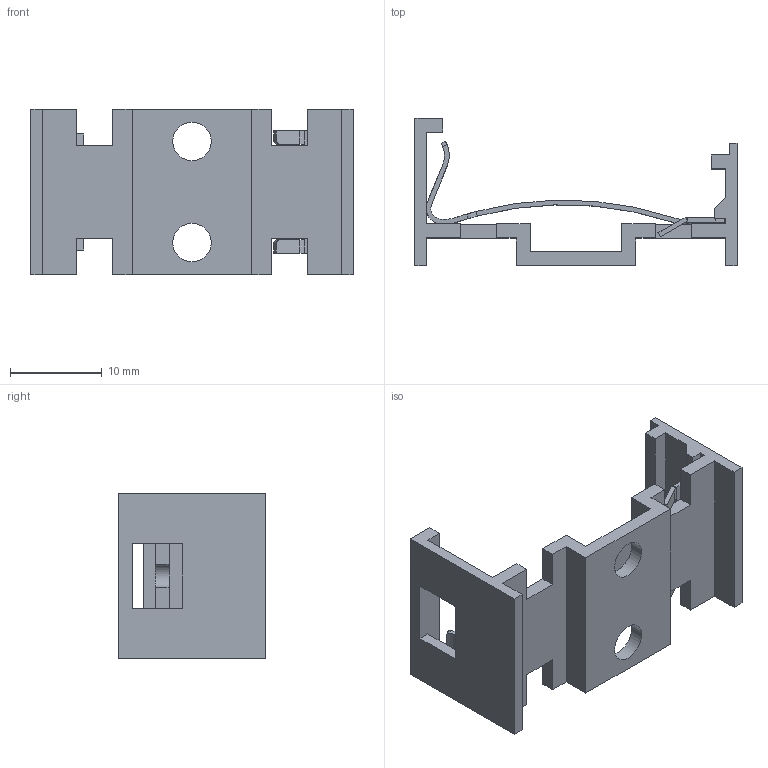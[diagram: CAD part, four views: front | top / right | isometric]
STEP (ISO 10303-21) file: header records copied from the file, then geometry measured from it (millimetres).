
FILE_DESCRIPTION((''),'2;1');
FILE_NAME('00175110100','2019-09-20T',('presta_be4'),(''),'PRO/ENGINEER BY PARAMETRIC TECHNOLOGY CORPORATION, 2014310','PRO/ENGINEER BY PARAMETRIC TECHNOLOGY CORPORATION, 2014310','');
FILE_SCHEMA(('CONFIG_CONTROL_DESIGN'));
Length unit declared in the file: millimetre
Products named in the file (1): 00175110100
Bounding box: 35.02 x 16.02 x 18.02 mm (x, y, z)
Volume: 1784.1 mm3; surface area: 3304.7 mm2
Topology: 1 solids, 1 shells, 146 faces, 446 edges, 297 vertices
Faces by surface type: plane 97, cylinder 49
Entity records: 5566 total; most frequent: CARTESIAN_POINT 1488, ORIENTED_EDGE 892, DIRECTION 793, EDGE_CURVE 446, VECTOR 327, LINE 327, VERTEX_POINT 297, AXIS2_PLACEMENT_3D 233
